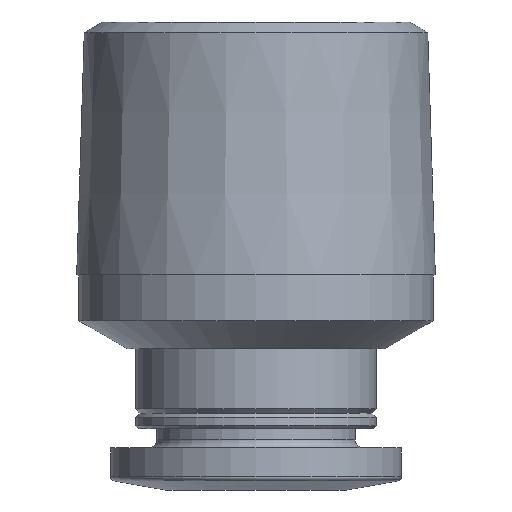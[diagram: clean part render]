
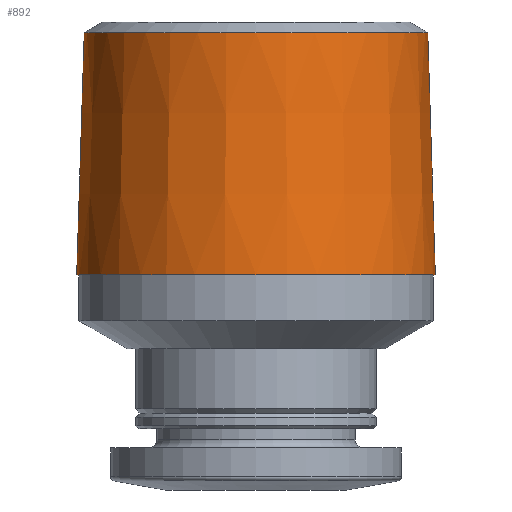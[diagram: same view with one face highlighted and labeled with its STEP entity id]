
A CAD part, front view. The second image highlights one B-rep face of the part: STEP entity #892.
In plain terms, the highlighted conical face has half-angle 1.788 degrees and reference radius 8.147 mm.
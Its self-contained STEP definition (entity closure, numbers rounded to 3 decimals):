
#59=CONICAL_SURFACE('',#967,8.147,0.031);
#89=CIRCLE('',#966,8.147);
#90=CIRCLE('',#968,8.506);
#149=ORIENTED_EDGE('',*,*,#286,.F.);
#150=ORIENTED_EDGE('',*,*,#285,.T.);
#285=EDGE_CURVE('',#361,#361,#89,.T.);
#286=EDGE_CURVE('',#362,#362,#90,.T.);
#361=VERTEX_POINT('',#1273);
#362=VERTEX_POINT('',#1276);
#480=EDGE_LOOP('',(#149));
#481=EDGE_LOOP('',(#150));
#544=FACE_BOUND('',#480,.T.);
#545=FACE_BOUND('',#481,.T.);
#892=ADVANCED_FACE('',(#544,#545),#59,.T.);
#966=AXIS2_PLACEMENT_3D('',#1272,#1103,#1104);
#967=AXIS2_PLACEMENT_3D('',#1274,#1105,#1106);
#968=AXIS2_PLACEMENT_3D('',#1275,#1107,#1108);
#1103=DIRECTION('',(0.,0.,-1.));
#1104=DIRECTION('',(-1.,0.,0.));
#1105=DIRECTION('',(0.,0.,-1.));
#1106=DIRECTION('',(-1.,0.,0.));
#1107=DIRECTION('',(0.,0.,-1.));
#1108=DIRECTION('',(-1.,0.,0.));
#1272=CARTESIAN_POINT('',(0.,0.,11.497));
#1273=CARTESIAN_POINT('',(-8.147,0.,11.497));
#1274=CARTESIAN_POINT('',(0.,0.,11.497));
#1275=CARTESIAN_POINT('',(0.,0.,0.));
#1276=CARTESIAN_POINT('',(-8.506,0.,0.));
